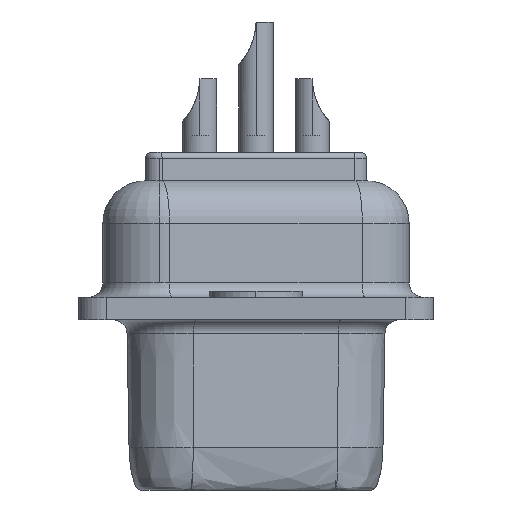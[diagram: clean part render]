
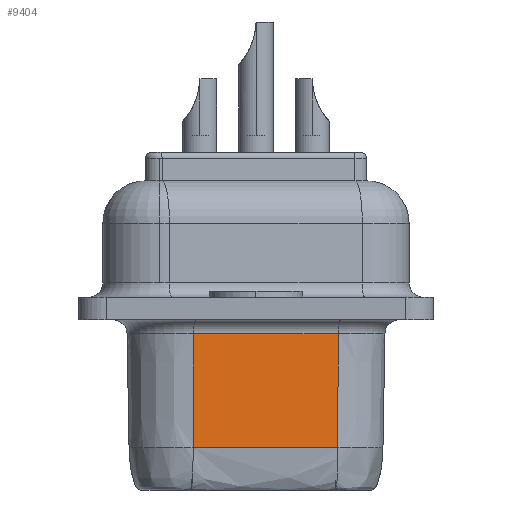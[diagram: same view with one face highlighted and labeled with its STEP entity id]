
A CAD part, left-side view. The second image highlights one B-rep face of the part: STEP entity #9404.
In plain terms, the highlighted planar face has unit normal (-0.985, -0.174, -0.018).
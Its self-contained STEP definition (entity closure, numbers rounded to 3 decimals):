
#44 = VERTEX_POINT ( 'NONE', #39868 ) ;
#441 = DIRECTION ( 'NONE',  ( 0.174, -0.985, 0. ) ) ;
#1450 = CARTESIAN_POINT ( 'NONE',  ( -27.507, -1.184, 1.493 ) ) ;
#4001 = EDGE_LOOP ( 'NONE', ( #13824, #25670, #29913, #42944 ) ) ;
#4586 = DIRECTION ( 'NONE',  ( -0.174, 0.985, 0. ) ) ;
#4957 = EDGE_CURVE ( 'NONE', #39802, #44, #5177, .T. ) ;
#5177 = B_SPLINE_CURVE_WITH_KNOTS ( 'NONE', 3,
 ( #36236, #35978, #1450, #16845 ),
 .UNSPECIFIED., .F., .F.,
 ( 4, 4 ),
 ( 0., 1. ),
 .UNSPECIFIED. ) ;
#8777 = DIRECTION ( 'NONE',  ( -0.985, -0.174, -0.017 ) ) ;
#9404 = ADVANCED_FACE ( 'NONE', ( #16591 ), #16338, .T. ) ;
#11671 = CARTESIAN_POINT ( 'NONE',  ( -28.176, 2.203, 5.509 ) ) ;
#13824 = ORIENTED_EDGE ( 'NONE', *, *, #37798, .T. ) ;
#16338 = PLANE ( 'NONE',  #25699 ) ;
#16591 = FACE_OUTER_BOUND ( 'NONE', #4001, .T. ) ;
#16845 = CARTESIAN_POINT ( 'NONE',  ( -27.208, -2.884, 1.493 ) ) ;
#18792 = CARTESIAN_POINT ( 'NONE',  ( -27.277, -2.897, 5.509 ) ) ;
#21077 = EDGE_CURVE ( 'NONE', #41689, #44, #29434, .T. ) ;
#21440 = VECTOR ( 'NONE', #4586, 1000. ) ;
#23252 = LINE ( 'NONE', #11671, #21440 ) ;
#25670 = ORIENTED_EDGE ( 'NONE', *, *, #4957, .T. ) ;
#25699 = AXIS2_PLACEMENT_3D ( 'NONE', #35231, #8777, #441 ) ;
#27556 = CARTESIAN_POINT ( 'NONE',  ( -28.081, 2.22, 0. ) ) ;
#29434 = LINE ( 'NONE', #41269, #46590 ) ;
#29913 = ORIENTED_EDGE ( 'NONE', *, *, #21077, .F. ) ;
#30832 = DIRECTION ( 'NONE',  ( 0.017, 0.003, -1. ) ) ;
#31311 = EDGE_CURVE ( 'NONE', #41689, #45706, #23252, .T. ) ;
#32841 = CARTESIAN_POINT ( 'NONE',  ( -28.107, 2.216, 1.493 ) ) ;
#35231 = CARTESIAN_POINT ( 'NONE',  ( -28.081, 2.22, 0. ) ) ;
#35978 = CARTESIAN_POINT ( 'NONE',  ( -27.807, 0.516, 1.493 ) ) ;
#36236 = CARTESIAN_POINT ( 'NONE',  ( -28.107, 2.216, 1.493 ) ) ;
#37798 = EDGE_CURVE ( 'NONE', #45706, #39802, #43183, .T. ) ;
#39802 = VERTEX_POINT ( 'NONE', #32841 ) ;
#39868 = CARTESIAN_POINT ( 'NONE',  ( -27.208, -2.884, 1.493 ) ) ;
#41269 = CARTESIAN_POINT ( 'NONE',  ( -27.182, -2.88, 0. ) ) ;
#41689 = VERTEX_POINT ( 'NONE', #18792 ) ;
#41841 = CARTESIAN_POINT ( 'NONE',  ( -28.176, 2.203, 5.509 ) ) ;
#42796 = VECTOR ( 'NONE', #30832, 1000. ) ;
#42944 = ORIENTED_EDGE ( 'NONE', *, *, #31311, .T. ) ;
#43183 = LINE ( 'NONE', #27556, #42796 ) ;
#45706 = VERTEX_POINT ( 'NONE', #41841 ) ;
#46590 = VECTOR ( 'NONE', #48814, 1000. ) ;
#48814 = DIRECTION ( 'NONE',  ( 0.017, 0.003, -1. ) ) ;
